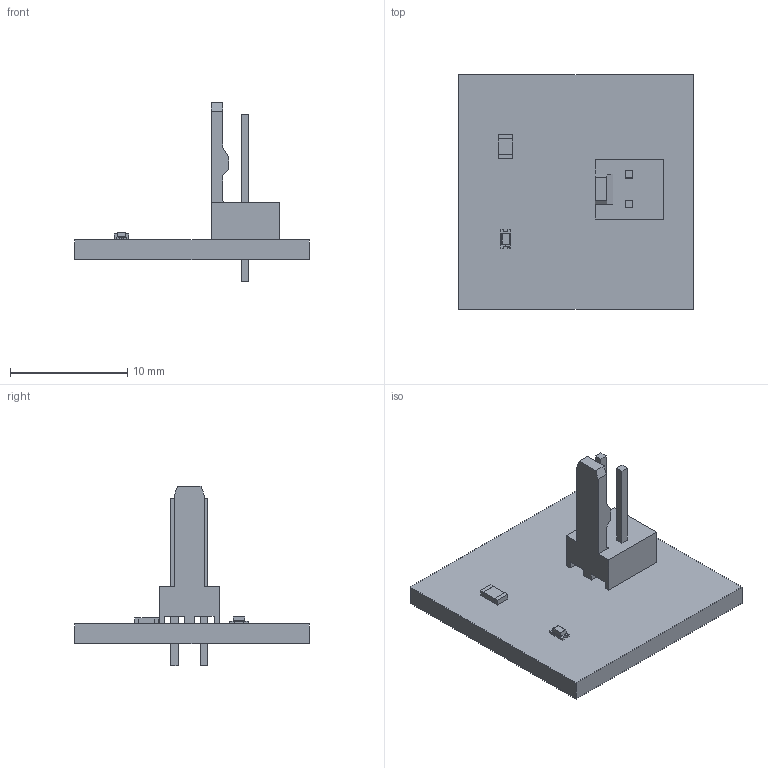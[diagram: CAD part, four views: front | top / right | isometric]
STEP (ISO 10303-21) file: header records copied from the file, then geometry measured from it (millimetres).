
FILE_DESCRIPTION(('Open CASCADE Model'),'2;1');
FILE_NAME('Open CASCADE Shape Model','2021-04-11T21:42:11',('Author'),( 'Open CASCADE'),'Open CASCADE STEP processor 6.8','Open CASCADE 6.8' ,'Unknown');
FILE_SCHEMA(('AUTOMOTIVE_DESIGN { 1 0 10303 214 1 1 1 1 }'));
Length unit declared in the file: millimetre
Products named in the file (17): PCB; Board; Open CASCADE STEP translator 6.8 3.1.1; R1; CRCW0805360RFKEA; term1; term2; body; J1; 22-29-2021; D1; User_Library-LED_0603_G; Pocket002; Pad004; Fillet; Pocket001; Pad
Assembly tree (16 placements, depth 4):
  PCB
    Board
      Open CASCADE STEP translator 6.8 3.1.1
    R1
      CRCW0805360RFKEA
        term1
        term2
        body
    J1
      22-29-2021
    D1
      User_Library-LED_0603_G
        Pocket002
        Pad004
        Fillet
        Pocket001
        Pad
Bounding box: 20 x 20 x 15.26 mm (x, y, z)
Volume: 792.3 mm3; surface area: 1213.3 mm2
Topology: 9 solids, 10 shells, 118 faces, 274 edges, 180 vertices
Faces by surface type: plane 108, cylinder 10
Entity records: 3989 total; most frequent: CARTESIAN_POINT 601, DIRECTION 552, ORIENTED_EDGE 546, EDGE_CURVE 274, LINE 258, VECTOR 258, VERTEX_POINT 180, AXIS2_PLACEMENT_3D 147
